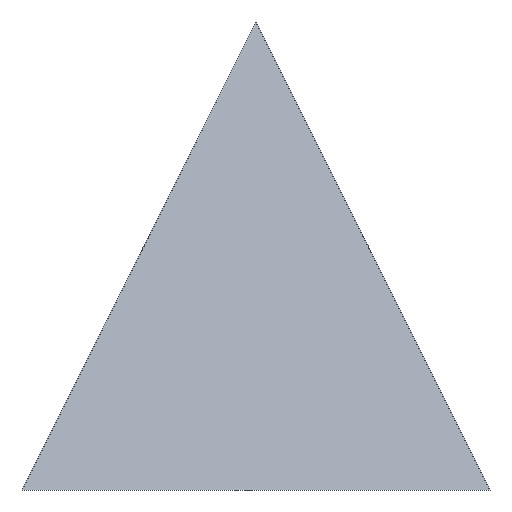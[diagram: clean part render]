
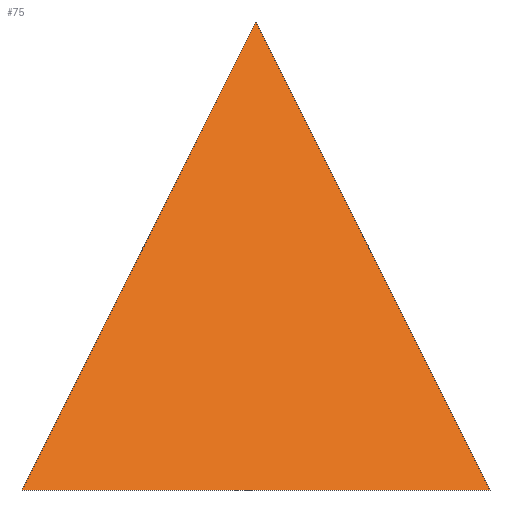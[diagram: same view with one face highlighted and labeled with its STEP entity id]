
A CAD part, front view. The second image highlights one B-rep face of the part: STEP entity #75.
In plain terms, the highlighted planar face has unit normal (0, -0.894, 0.447).
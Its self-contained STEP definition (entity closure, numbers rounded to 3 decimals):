
#15=FACE_OUTER_BOUND('',#20,.T.);
#20=EDGE_LOOP('',(#54,#55,#56));
#25=LINE('',#123,#33);
#26=LINE('',#125,#34);
#27=LINE('',#126,#35);
#33=VECTOR('',#103,10.);
#34=VECTOR('',#104,10.);
#35=VECTOR('',#105,10.);
#41=VERTEX_POINT('',#121);
#42=VERTEX_POINT('',#122);
#43=VERTEX_POINT('',#124);
#46=EDGE_CURVE('',#41,#42,#25,.T.);
#47=EDGE_CURVE('',#43,#41,#26,.T.);
#48=EDGE_CURVE('',#42,#43,#27,.T.);
#54=ORIENTED_EDGE('',*,*,#46,.F.);
#55=ORIENTED_EDGE('',*,*,#47,.F.);
#56=ORIENTED_EDGE('',*,*,#48,.F.);
#70=PLANE('',#94);
#75=ADVANCED_FACE('',(#15),#70,.F.);
#94=AXIS2_PLACEMENT_3D('',#120,#101,#102);
#101=DIRECTION('center_axis',(0.,0.894,-0.447));
#102=DIRECTION('ref_axis',(0.,0.447,0.894));
#103=DIRECTION('',(0.408,0.408,0.816));
#104=DIRECTION('',(-1.,0.,0.));
#105=DIRECTION('',(0.408,-0.408,-0.816));
#120=CARTESIAN_POINT('Origin',(-12.8,-12.8,0.));
#121=CARTESIAN_POINT('',(-12.8,-12.8,0.));
#122=CARTESIAN_POINT('',(0.,0.,25.6));
#123=CARTESIAN_POINT('',(-10.667,-10.667,4.267));
#124=CARTESIAN_POINT('',(12.8,-12.8,0.));
#125=CARTESIAN_POINT('',(12.8,-12.8,0.));
#126=CARTESIAN_POINT('',(10.667,-10.667,4.267));
